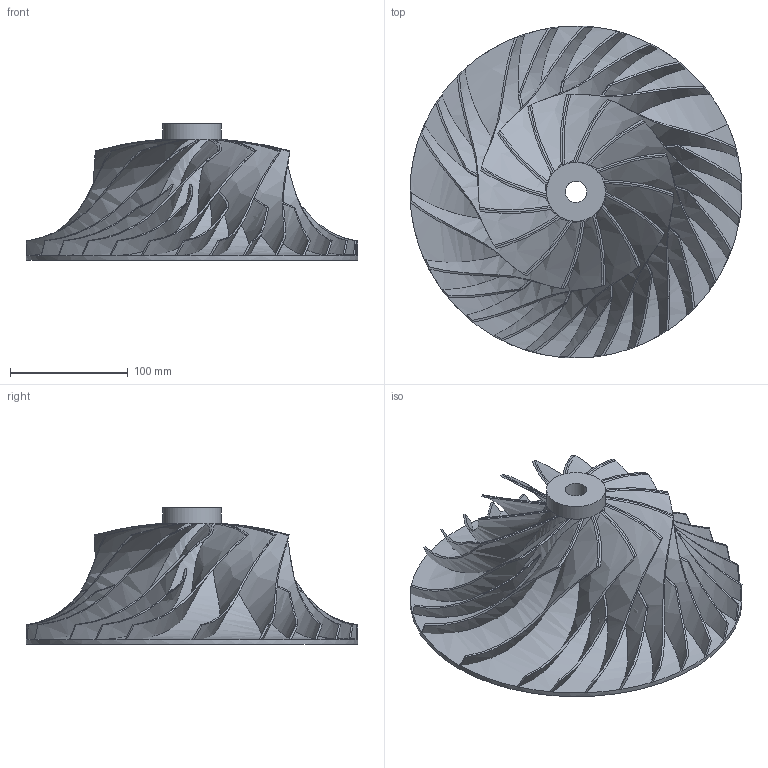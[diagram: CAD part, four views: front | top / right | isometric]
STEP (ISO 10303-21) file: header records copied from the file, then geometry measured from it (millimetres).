
FILE_DESCRIPTION(('FreeCAD Model'),'2;1');
FILE_NAME('Open CASCADE Shape Model','2025-04-26T21:23:12',('FreeCAD'),( 'FreeCAD'),'Open CASCADE STEP processor 7.6','FreeCAD','Unknown');
FILE_SCHEMA(('AUTOMOTIVE_DESIGN { 1 0 10303 214 1 1 1 1 }'));
Products named in the file (1): Open CASCADE STEP translator 7.6 1
Bounding box: 282.02 x 282.02 x 115.75 mm (x, y, z)
Volume: 1518813.5 mm3; surface area: 382495.8 mm2
Topology: 12 solids, 12 shells, 476 faces, 1907 edges, 1257 vertices
Faces by surface type: bspline 476
Entity records: 49465 total; most frequent: CARTESIAN_POINT 38741, ORIENTED_EDGE 3814, EDGE_CURVE 1907, B_SPLINE_CURVE_WITH_KNOTS 1849, VERTEX_POINT 1257, FACE_BOUND 478, EDGE_LOOP 478, ADVANCED_FACE 476
